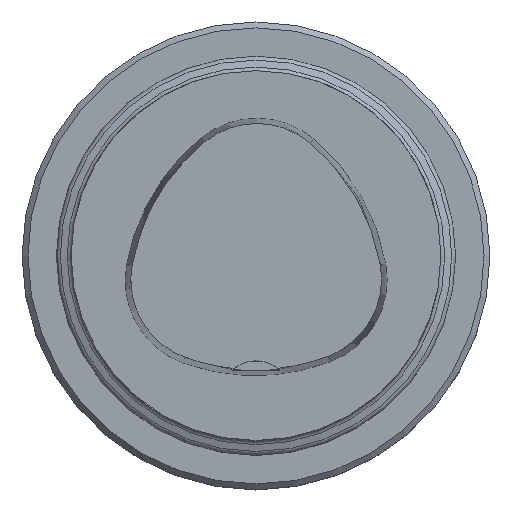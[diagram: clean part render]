
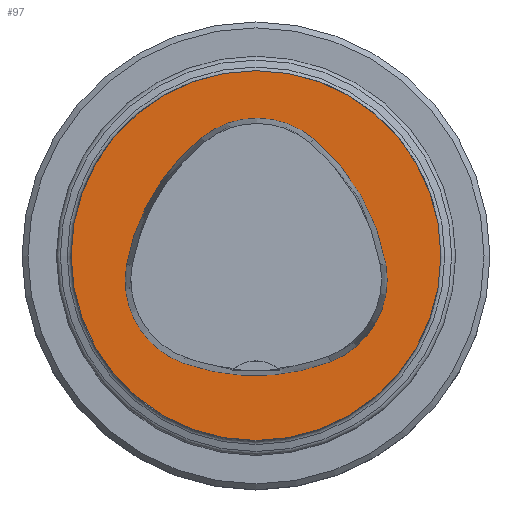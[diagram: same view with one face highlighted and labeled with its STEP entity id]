
A CAD part, top view. The second image highlights one B-rep face of the part: STEP entity #97.
In plain terms, the highlighted planar face has unit normal (0, 0, 1).
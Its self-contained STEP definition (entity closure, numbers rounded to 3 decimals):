
#39=PLANE('',#577);
#97=ADVANCED_FACE('',(#163,#164),#39,.T.);
#128=CIRCLE('',#547,31.5);
#129=CIRCLE('',#553,36.);
#131=CIRCLE('',#556,15.);
#133=CIRCLE('',#559,36.);
#135=CIRCLE('',#562,15.);
#139=CIRCLE('',#567,36.);
#141=CIRCLE('',#570,15.);
#163=FACE_BOUND('',#198,.T.);
#164=FACE_BOUND('',#199,.T.);
#198=EDGE_LOOP('',(#297,#298,#299,#300,#301,#302));
#199=EDGE_LOOP('',(#303));
#297=ORIENTED_EDGE('',*,*,#443,.T.);
#298=ORIENTED_EDGE('',*,*,#423,.T.);
#299=ORIENTED_EDGE('',*,*,#427,.T.);
#300=ORIENTED_EDGE('',*,*,#430,.T.);
#301=ORIENTED_EDGE('',*,*,#433,.T.);
#302=ORIENTED_EDGE('',*,*,#441,.T.);
#303=ORIENTED_EDGE('',*,*,#414,.F.);
#370=VERTEX_POINT('',#808);
#379=VERTEX_POINT('',#827);
#380=VERTEX_POINT('',#828);
#383=VERTEX_POINT('',#836);
#385=VERTEX_POINT('',#842);
#387=VERTEX_POINT('',#848);
#394=VERTEX_POINT('',#869);
#414=EDGE_CURVE('',#370,#370,#128,.T.);
#423=EDGE_CURVE('',#379,#380,#129,.T.);
#427=EDGE_CURVE('',#380,#383,#131,.T.);
#430=EDGE_CURVE('',#383,#385,#133,.T.);
#433=EDGE_CURVE('',#385,#387,#135,.T.);
#441=EDGE_CURVE('',#387,#394,#139,.T.);
#443=EDGE_CURVE('',#394,#379,#141,.T.);
#547=AXIS2_PLACEMENT_3D('',#807,#634,#635);
#553=AXIS2_PLACEMENT_3D('',#826,#650,#651);
#556=AXIS2_PLACEMENT_3D('',#835,#658,#659);
#559=AXIS2_PLACEMENT_3D('',#841,#665,#666);
#562=AXIS2_PLACEMENT_3D('',#847,#672,#673);
#567=AXIS2_PLACEMENT_3D('',#870,#684,#685);
#570=AXIS2_PLACEMENT_3D('',#873,#690,#691);
#577=AXIS2_PLACEMENT_3D('',#881,#704,#705);
#634=DIRECTION('',(0.,0.,-1.));
#635=DIRECTION('',(-1.,0.,0.));
#650=DIRECTION('',(0.,0.,-1.));
#651=DIRECTION('',(-1.,0.,0.));
#658=DIRECTION('',(0.,0.,-1.));
#659=DIRECTION('',(-1.,0.,0.));
#665=DIRECTION('',(0.,0.,-1.));
#666=DIRECTION('',(-1.,0.,0.));
#672=DIRECTION('',(0.,0.,-1.));
#673=DIRECTION('',(-1.,0.,0.));
#684=DIRECTION('',(0.,0.,-1.));
#685=DIRECTION('',(-1.,0.,0.));
#690=DIRECTION('',(0.,0.,-1.));
#691=DIRECTION('',(-1.,0.,0.));
#704=DIRECTION('',(0.,0.,1.));
#705=DIRECTION('',(1.,0.,0.));
#807=CARTESIAN_POINT('',(0.,0.,0.));
#808=CARTESIAN_POINT('',(-31.5,0.,0.));
#826=CARTESIAN_POINT('',(13.398,-7.893,0.));
#827=CARTESIAN_POINT('',(-22.041,-1.562,0.));
#828=CARTESIAN_POINT('',(-9.317,20.036,0.));
#835=CARTESIAN_POINT('',(0.148,8.399,0.));
#836=CARTESIAN_POINT('',(9.779,19.898,0.));
#841=CARTESIAN_POINT('',(-13.337,-7.7,0.));
#842=CARTESIAN_POINT('',(22.122,-1.48,0.));
#847=CARTESIAN_POINT('',(7.347,-4.071,0.));
#848=CARTESIAN_POINT('',(12.693,-18.087,0.));
#869=CARTESIAN_POINT('',(-12.373,-18.307,0.));
#870=CARTESIAN_POINT('',(-0.137,15.55,0.));
#873=CARTESIAN_POINT('',(-7.275,-4.2,0.));
#881=CARTESIAN_POINT('',(0.,0.,0.));
